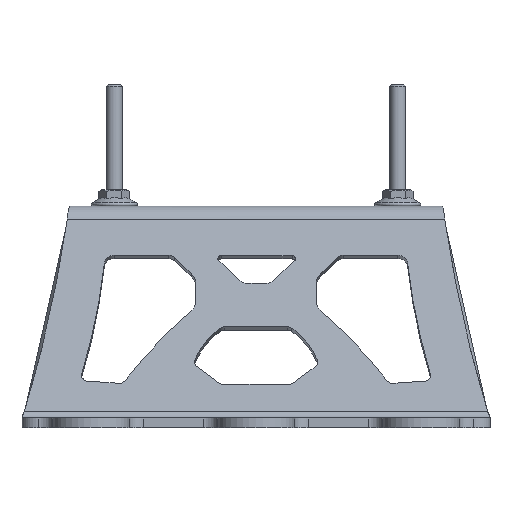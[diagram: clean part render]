
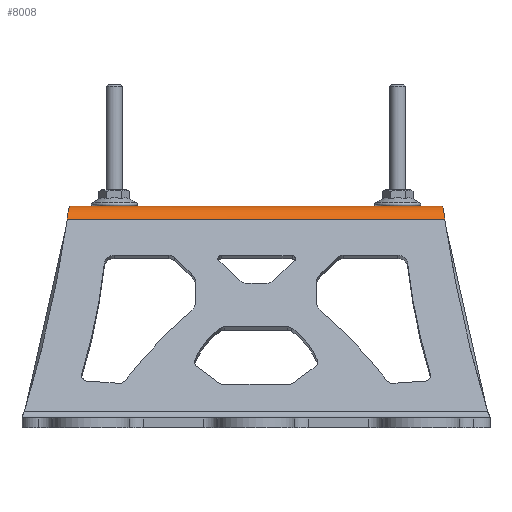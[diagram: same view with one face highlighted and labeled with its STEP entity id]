
A CAD part, left-side view. The second image highlights one B-rep face of the part: STEP entity #8008.
In plain terms, the highlighted cylindrical face has radius 6 mm (diameter 12 mm), a partial arc.
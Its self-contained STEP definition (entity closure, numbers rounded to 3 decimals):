
#295=B_SPLINE_CURVE_WITH_KNOTS('',3,(#15230,#15231,#15232,#15233),
 .UNSPECIFIED.,.F.,.F.,(4,4),(0.,0.611),.UNSPECIFIED.);
#296=B_SPLINE_CURVE_WITH_KNOTS('',3,(#15235,#15236,#15237,#15238),
 .UNSPECIFIED.,.F.,.F.,(4,4),(0.,0.),.UNSPECIFIED.);
#297=B_SPLINE_CURVE_WITH_KNOTS('',3,(#15240,#15241,#15242,#15243),
 .UNSPECIFIED.,.F.,.F.,(4,4),(-0.147,-0.141),
 .UNSPECIFIED.);
#298=B_SPLINE_CURVE_WITH_KNOTS('',3,(#15247,#15248,#15249,#15250),
 .UNSPECIFIED.,.F.,.F.,(4,4),(-0.006,0.),.UNSPECIFIED.);
#299=B_SPLINE_CURVE_WITH_KNOTS('',3,(#15252,#15253,#15254,#15255),
 .UNSPECIFIED.,.F.,.F.,(4,4),(0.,0.001),.UNSPECIFIED.);
#300=B_SPLINE_CURVE_WITH_KNOTS('',3,(#15256,#15257,#15258,#15259),
 .UNSPECIFIED.,.F.,.F.,(4,4),(0.,0.61),.UNSPECIFIED.);
#633=CYLINDRICAL_SURFACE('',#8667,6.);
#1135=FACE_OUTER_BOUND('',#1595,.T.);
#1595=EDGE_LOOP('',(#6296,#6297,#6298,#6299,#6300,#6301,#6302,#6303));
#2164=LINE('',#15228,#2671);
#2165=LINE('',#15245,#2672);
#2671=VECTOR('',#10152,10.);
#2672=VECTOR('',#10153,10.);
#3777=VERTEX_POINT('',#15216);
#3782=VERTEX_POINT('',#15227);
#3783=VERTEX_POINT('',#15229);
#3784=VERTEX_POINT('',#15234);
#3785=VERTEX_POINT('',#15239);
#3786=VERTEX_POINT('',#15244);
#3787=VERTEX_POINT('',#15246);
#3788=VERTEX_POINT('',#15251);
#4755=EDGE_CURVE('',#3782,#3777,#2164,.T.);
#4756=EDGE_CURVE('',#3782,#3783,#295,.T.);
#4757=EDGE_CURVE('',#3783,#3784,#296,.T.);
#4758=EDGE_CURVE('',#3784,#3785,#297,.T.);
#4759=EDGE_CURVE('',#3785,#3786,#2165,.T.);
#4760=EDGE_CURVE('',#3786,#3787,#298,.T.);
#4761=EDGE_CURVE('',#3787,#3788,#299,.T.);
#4762=EDGE_CURVE('',#3788,#3777,#300,.T.);
#6296=ORIENTED_EDGE('',*,*,#4755,.F.);
#6297=ORIENTED_EDGE('',*,*,#4756,.T.);
#6298=ORIENTED_EDGE('',*,*,#4757,.T.);
#6299=ORIENTED_EDGE('',*,*,#4758,.T.);
#6300=ORIENTED_EDGE('',*,*,#4759,.T.);
#6301=ORIENTED_EDGE('',*,*,#4760,.T.);
#6302=ORIENTED_EDGE('',*,*,#4761,.T.);
#6303=ORIENTED_EDGE('',*,*,#4762,.T.);
#8008=ADVANCED_FACE('',(#1135),#633,.T.);
#8667=AXIS2_PLACEMENT_3D('',#15226,#10150,#10151);
#10150=DIRECTION('center_axis',(0.,1.,0.));
#10151=DIRECTION('ref_axis',(-0.94,0.,0.342));
#10152=DIRECTION('',(0.,-1.,0.));
#10153=DIRECTION('',(0.,-1.,0.));
#15216=CARTESIAN_POINT('',(-52.445,-56.292,15.143));
#15226=CARTESIAN_POINT('Origin',(-52.445,0.,
9.143));
#15227=CARTESIAN_POINT('',(-52.445,56.292,15.143));
#15228=CARTESIAN_POINT('',(-52.445,0.,15.143));
#15229=CARTESIAN_POINT('',(-55.887,56.845,14.058));
#15230=CARTESIAN_POINT('Ctrl Pts',(-52.445,56.292,15.143));
#15231=CARTESIAN_POINT('Ctrl Pts',(-53.667,56.477,15.143));
#15232=CARTESIAN_POINT('Ctrl Pts',(-54.886,56.661,14.759));
#15233=CARTESIAN_POINT('Ctrl Pts',(-55.887,56.845,14.058));
#15234=CARTESIAN_POINT('',(-55.887,56.842,14.058));
#15235=CARTESIAN_POINT('Ctrl Pts',(-55.887,56.845,14.058));
#15236=CARTESIAN_POINT('Ctrl Pts',(-55.887,56.844,14.058));
#15237=CARTESIAN_POINT('Ctrl Pts',(-55.887,56.843,14.058));
#15238=CARTESIAN_POINT('Ctrl Pts',(-55.887,56.842,14.058));
#15239=CARTESIAN_POINT('',(-58.084,57.199,11.195));
#15240=CARTESIAN_POINT('Ctrl Pts',(-55.887,56.842,14.058));
#15241=CARTESIAN_POINT('Ctrl Pts',(-56.888,56.958,13.357));
#15242=CARTESIAN_POINT('Ctrl Pts',(-57.666,57.077,12.343));
#15243=CARTESIAN_POINT('Ctrl Pts',(-58.084,57.199,11.195));
#15244=CARTESIAN_POINT('',(-58.084,-57.199,11.195));
#15245=CARTESIAN_POINT('',(-58.084,0.,11.195));
#15246=CARTESIAN_POINT('',(-55.887,-56.842,14.058));
#15247=CARTESIAN_POINT('Ctrl Pts',(-58.084,-57.199,11.195));
#15248=CARTESIAN_POINT('Ctrl Pts',(-57.666,-57.077,
12.343));
#15249=CARTESIAN_POINT('Ctrl Pts',(-56.888,-56.958,
13.357));
#15250=CARTESIAN_POINT('Ctrl Pts',(-55.887,-56.842,14.058));
#15251=CARTESIAN_POINT('',(-55.884,-56.844,14.06));
#15252=CARTESIAN_POINT('Ctrl Pts',(-55.887,-56.842,14.058));
#15253=CARTESIAN_POINT('Ctrl Pts',(-55.886,-56.842,
14.059));
#15254=CARTESIAN_POINT('Ctrl Pts',(-55.885,-56.843,14.059));
#15255=CARTESIAN_POINT('Ctrl Pts',(-55.884,-56.844,
14.06));
#15256=CARTESIAN_POINT('Ctrl Pts',(-55.884,-56.844,
14.06));
#15257=CARTESIAN_POINT('Ctrl Pts',(-54.884,-56.66,
14.76));
#15258=CARTESIAN_POINT('Ctrl Pts',(-53.666,-56.476,
15.143));
#15259=CARTESIAN_POINT('Ctrl Pts',(-52.445,-56.292,
15.143));
